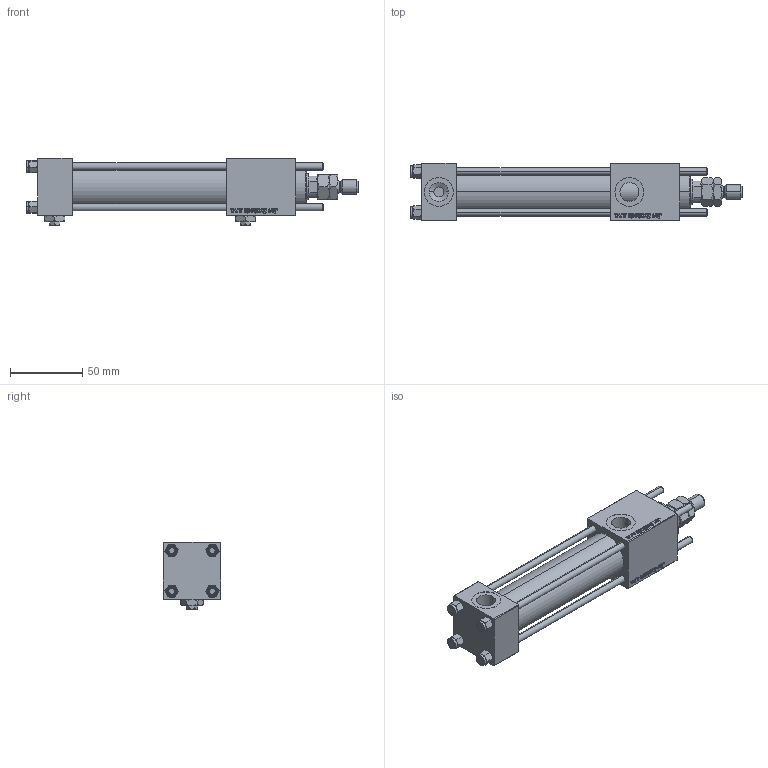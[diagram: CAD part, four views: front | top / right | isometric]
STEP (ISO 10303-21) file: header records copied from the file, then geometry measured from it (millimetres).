
FILE_DESCRIPTION (( 'STEP AP203' ), '1' );
FILE_NAME ('6b84.STEP', '2022-04-15T06:44:55', ( '' ), ( '' ), 'SwSTEP 2.0', 'SolidWorks 2019', '' );
FILE_SCHEMA (( 'CONFIG_CONTROL_DESIGN' ));
Length unit declared in the file: millimetre
Products named in the file (8): NUT_M5_B 0e10958419087726ce8f6ea9b733911f; 6b84; V215_VC_A 0e10958419087726ce8f6ea9b733911f; MTA 0e10958419087726ce8f6ea9b733911f; V215CR_B_TYCINKA 0e10958419087726ce8f6ea9b733911f; V215CR_VCP_B 0e10958419087726ce8f6ea9b733911f; Zatka_pro_OIL_PORT 0e10958419087726ce8f6ea9b733911f; V215CR_B-1 0e10958419087726ce8f6ea9b733911f
Assembly tree (14 placements, depth 2):
  6b84
    V215CR_B-1 0e10958419087726ce8f6ea9b733911f
    V215CR_VCP_B 0e10958419087726ce8f6ea9b733911f
    NUT_M5_B 0e10958419087726ce8f6ea9b733911f  x4
    V215CR_B_TYCINKA 0e10958419087726ce8f6ea9b733911f  x4
    V215_VC_A 0e10958419087726ce8f6ea9b733911f
    MTA 0e10958419087726ce8f6ea9b733911f
    Zatka_pro_OIL_PORT 0e10958419087726ce8f6ea9b733911f  x2
Bounding box: 230 x 40 x 47 mm (x, y, z)
Volume: 191270.1 mm3; surface area: 82307 mm2
Topology: 14 solids, 14 shells, 1308 faces, 3272 edges, 2099 vertices
Faces by surface type: bspline 504, plane 492, cone 206, cylinder 96, torus 10
Entity records: 60440 total; most frequent: CARTESIAN_POINT 35201, ORIENTED_EDGE 5844, DIRECTION 3354, EDGE_CURVE 2922, VERTEX_POINT 1897, LINE 1514, VECTOR 1514, EDGE_LOOP 1275
